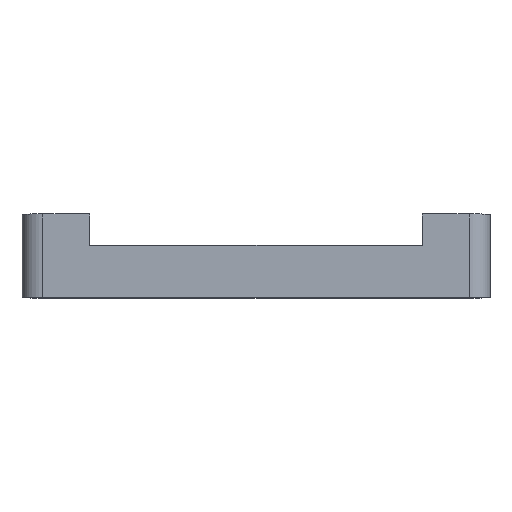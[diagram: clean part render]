
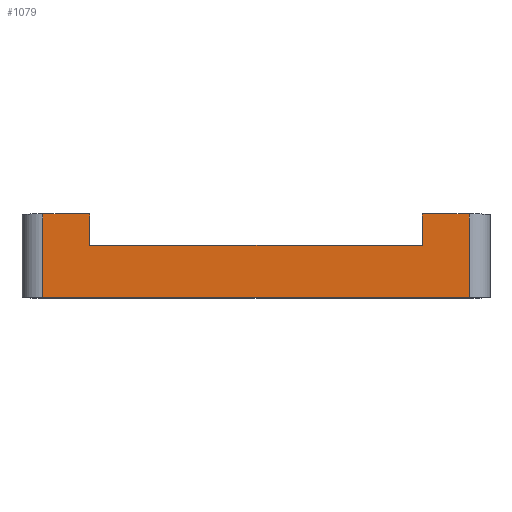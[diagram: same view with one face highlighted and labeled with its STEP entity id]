
A CAD part, top view. The second image highlights one B-rep face of the part: STEP entity #1079.
In plain terms, the highlighted planar face has unit normal (0, 0, 1).
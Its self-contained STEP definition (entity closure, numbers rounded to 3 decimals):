
#13 = CARTESIAN_POINT ( 'NONE',  ( -20.5, 5., 22.5 ) ) ;
#27 = CARTESIAN_POINT ( 'NONE',  ( -20.5, 0., 22.5 ) ) ;
#285 = CARTESIAN_POINT ( 'NONE',  ( 20.5, 0., 22.5 ) ) ;
#334 = FACE_OUTER_BOUND ( 'NONE', #2682, .T. ) ;
#353 = VERTEX_POINT ( 'NONE', #2189 ) ;
#467 = CARTESIAN_POINT ( 'NONE',  ( 20.5, 5., 22.5 ) ) ;
#479 = VECTOR ( 'NONE', #2082, 1000. ) ;
#631 = ORIENTED_EDGE ( 'NONE', *, *, #868, .T. ) ;
#715 = CARTESIAN_POINT ( 'NONE',  ( 16., 8., 22.5 ) ) ;
#716 = EDGE_CURVE ( 'NONE', #2723, #1267, #858, .T. ) ;
#762 = DIRECTION ( 'NONE',  ( 1., 0., 0. ) ) ;
#821 = ORIENTED_EDGE ( 'NONE', *, *, #960, .F. ) ;
#827 = DIRECTION ( 'NONE',  ( 0., -1., 0. ) ) ;
#829 = VECTOR ( 'NONE', #2720, 1000. ) ;
#858 = LINE ( 'NONE', #2916, #1819 ) ;
#868 = EDGE_CURVE ( 'NONE', #2669, #906, #1197, .T. ) ;
#876 = VECTOR ( 'NONE', #762, 1000. ) ;
#906 = VERTEX_POINT ( 'NONE', #285 ) ;
#923 = CARTESIAN_POINT ( 'NONE',  ( 20.5, 8., 22.5 ) ) ;
#960 = EDGE_CURVE ( 'NONE', #1941, #906, #1156, .T. ) ;
#968 = EDGE_CURVE ( 'NONE', #353, #1941, #1851, .T. ) ;
#985 = VERTEX_POINT ( 'NONE', #2157 ) ;
#1067 = DIRECTION ( 'NONE',  ( 0., 0., -1. ) ) ;
#1079 = ADVANCED_FACE ( 'NONE', ( #334 ), #1261, .F. ) ;
#1096 = ORIENTED_EDGE ( 'NONE', *, *, #968, .F. ) ;
#1109 = CARTESIAN_POINT ( 'NONE',  ( -16., 8., 22.5 ) ) ;
#1124 = CARTESIAN_POINT ( 'NONE',  ( -20.5, 5., 22.5 ) ) ;
#1156 = LINE ( 'NONE', #467, #479 ) ;
#1197 = LINE ( 'NONE', #27, #876 ) ;
#1198 = LINE ( 'NONE', #1870, #2953 ) ;
#1246 = EDGE_CURVE ( 'NONE', #353, #985, #1789, .T. ) ;
#1261 = PLANE ( 'NONE',  #2009 ) ;
#1267 = VERTEX_POINT ( 'NONE', #2093 ) ;
#1275 = CARTESIAN_POINT ( 'NONE',  ( -20.5, 5., 22.5 ) ) ;
#1327 = EDGE_CURVE ( 'NONE', #1267, #985, #2081, .T. ) ;
#1397 = LINE ( 'NONE', #1124, #2202 ) ;
#1568 = CARTESIAN_POINT ( 'NONE',  ( -20.5, 8., 22.5 ) ) ;
#1601 = DIRECTION ( 'NONE',  ( 0., -1., 0. ) ) ;
#1628 = DIRECTION ( 'NONE',  ( 1., 0., 0. ) ) ;
#1644 = EDGE_CURVE ( 'NONE', #2774, #2669, #1397, .T. ) ;
#1657 = DIRECTION ( 'NONE',  ( 1., 0., 0. ) ) ;
#1659 = ORIENTED_EDGE ( 'NONE', *, *, #716, .F. ) ;
#1729 = ORIENTED_EDGE ( 'NONE', *, *, #2415, .F. ) ;
#1789 = LINE ( 'NONE', #2507, #829 ) ;
#1819 = VECTOR ( 'NONE', #1601, 1000. ) ;
#1851 = LINE ( 'NONE', #715, #2307 ) ;
#1870 = CARTESIAN_POINT ( 'NONE',  ( -20.5, 8., 22.5 ) ) ;
#1941 = VERTEX_POINT ( 'NONE', #923 ) ;
#1945 = CARTESIAN_POINT ( 'NONE',  ( -20.5, 0., 22.5 ) ) ;
#2009 = AXIS2_PLACEMENT_3D ( 'NONE', #1275, #1067, #827 ) ;
#2034 = DIRECTION ( 'NONE',  ( 0., -1., 0. ) ) ;
#2060 = VECTOR ( 'NONE', #2578, 1000. ) ;
#2081 = LINE ( 'NONE', #13, #2060 ) ;
#2082 = DIRECTION ( 'NONE',  ( 0., -1., 0. ) ) ;
#2093 = CARTESIAN_POINT ( 'NONE',  ( -16., 5., 22.5 ) ) ;
#2120 = ORIENTED_EDGE ( 'NONE', *, *, #1327, .F. ) ;
#2157 = CARTESIAN_POINT ( 'NONE',  ( 16., 5., 22.5 ) ) ;
#2189 = CARTESIAN_POINT ( 'NONE',  ( 16., 8., 22.5 ) ) ;
#2202 = VECTOR ( 'NONE', #2034, 1000. ) ;
#2307 = VECTOR ( 'NONE', #1628, 1000. ) ;
#2308 = ORIENTED_EDGE ( 'NONE', *, *, #1246, .T. ) ;
#2362 = ORIENTED_EDGE ( 'NONE', *, *, #1644, .T. ) ;
#2415 = EDGE_CURVE ( 'NONE', #2774, #2723, #1198, .T. ) ;
#2507 = CARTESIAN_POINT ( 'NONE',  ( 16., 8., 22.5 ) ) ;
#2578 = DIRECTION ( 'NONE',  ( 1., 0., 0. ) ) ;
#2669 = VERTEX_POINT ( 'NONE', #1945 ) ;
#2682 = EDGE_LOOP ( 'NONE', ( #631, #821, #1096, #2308, #2120, #1659, #1729, #2362 ) ) ;
#2720 = DIRECTION ( 'NONE',  ( 0., -1., 0. ) ) ;
#2723 = VERTEX_POINT ( 'NONE', #1109 ) ;
#2774 = VERTEX_POINT ( 'NONE', #1568 ) ;
#2916 = CARTESIAN_POINT ( 'NONE',  ( -16., 8., 22.5 ) ) ;
#2953 = VECTOR ( 'NONE', #1657, 1000. ) ;
